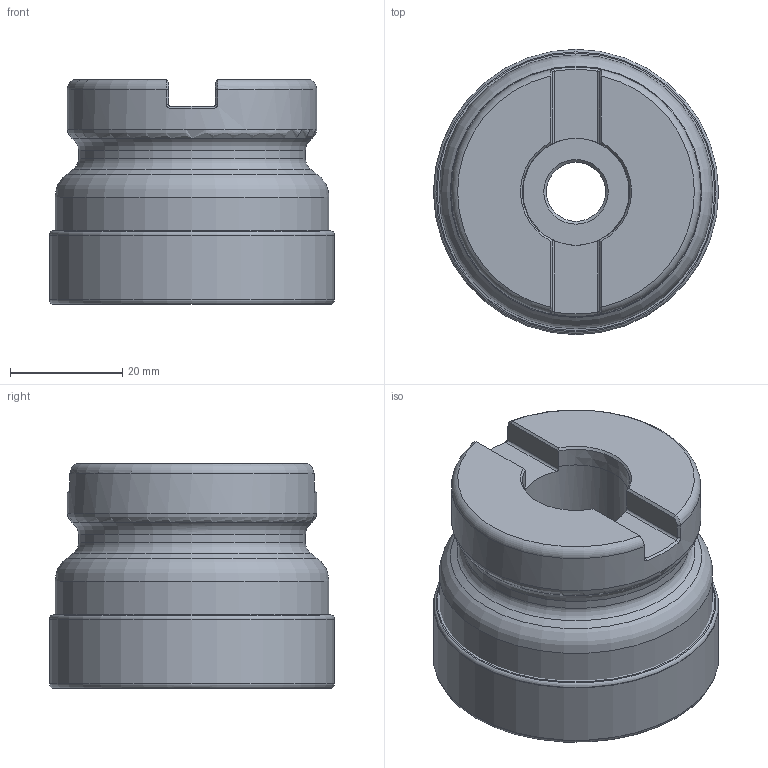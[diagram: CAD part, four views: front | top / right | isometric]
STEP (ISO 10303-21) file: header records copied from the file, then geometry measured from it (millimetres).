
FILE_DESCRIPTION(/* description */ (''),/* implementation_level */ '2;1');
FILE_NAME(/* name */ 'E-CATALOG-F90=LNHU13R-D200Z4S075I.stp',/* time_stamp */ '2023-10-19T16:00:52+09:00',/* author */ (''),/* organization */ (''),/* preprocessor_version */ 'ST-DEVELOPER v16',/* originating_system */ 'SIEMENS PLM Software NX 10.0',/* authorisation */ '');
FILE_SCHEMA (('AP203_CONFIGURATION_CONTROLLED_3D_DESIGN_OF_MECHANICAL_PARTS_AND_ASSEMBLIES_MIM_LF { 1 0 10303 403 2 1 2}'));
Length unit declared in the file: millimetre
Products named in the file (1): 10223618F926r674
Bounding box: 50.8 x 50.8 x 40.01 mm (x, y, z)
Volume: 52829.8 mm3; surface area: 15788.3 mm2
Topology: 1 solids, 3 shells, 89 faces, 234 edges, 175 vertices
Faces by surface type: revolution 23, plane 20, cone 14, torus 13, cylinder 11, bspline 8
Full cylindrical faces by diameter (mm): 10.5 x1, 16 x1, 19.05 x1, 20.05 x1, 40.45 x1, 44.45 x1, 48.8 x1
Entity records: 3075 total; most frequent: CARTESIAN_POINT 1248, DIRECTION 317, ORIENTED_EDGE 296, EDGE_CURVE 150, EDGE_LOOP 142, AXIS2_PLACEMENT_3D 133, VERTEX_POINT 114, FACE_BOUND 106
